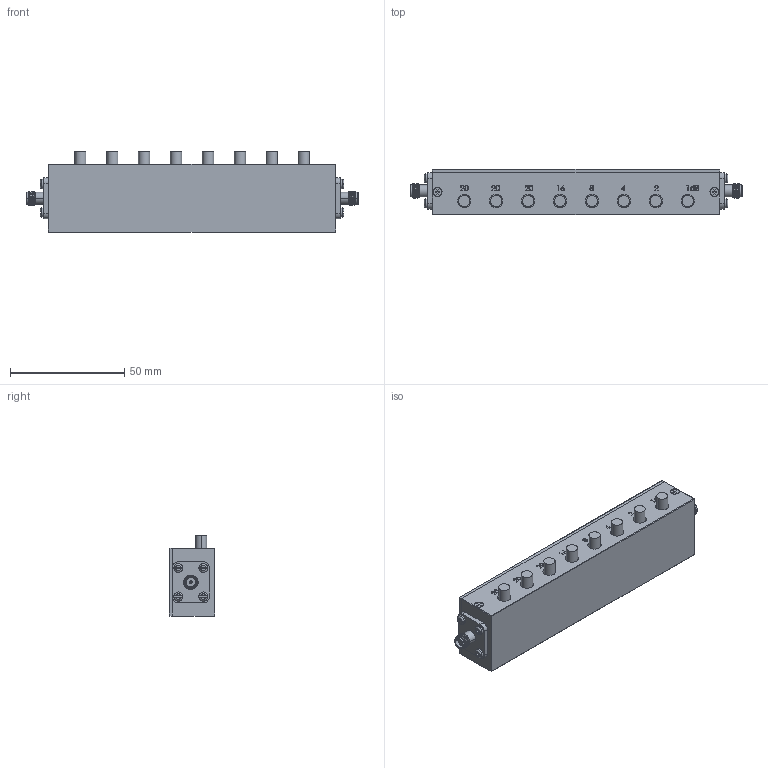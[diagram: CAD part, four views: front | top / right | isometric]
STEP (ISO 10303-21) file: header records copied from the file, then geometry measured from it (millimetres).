
FILE_DESCRIPTION (( 'STEP AP214' ), '1' );
FILE_NAME ('FMAT1043S_3D.step', '2023-03-30T15:10:13', ( '' ), ( '' ), 'SwSTEP 2.0', 'SolidWorks 2022', '' );
FILE_SCHEMA (( 'AUTOMOTIVE_DESIGN' ));
Length unit declared in the file: millimetre
Products named in the file (5): FMAT1043S_3D; flat head screw_am_B18.6.7M - M2 x 0.4 x 5 Type I Cross Recessed FHMS --5N; PE70A1040_MA1; PE70A1040S_MA2_PHILIP; pan slot head_am_B18.6.7M - M2 x 0.4 x 5 Slotted PHMS --5N
Assembly tree (23 placements, depth 2):
  FMAT1043S_3D
    PE70A1040_MA1
    flat head screw_am_B18.6.7M - M2 x 0.4 x 5 Type I Cross Recessed FHMS --5N  x12
    PE70A1040S_MA2_PHILIP  x2
    pan slot head_am_B18.6.7M - M2 x 0.4 x 5 Slotted PHMS --5N  x8
Bounding box: 145.6 x 20 x 35.5 mm (x, y, z)
Volume: 41093.8 mm3; surface area: 36985.5 mm2
Topology: 35 solids, 35 shells, 883 faces, 2002 edges, 1226 vertices
Faces by surface type: plane 395, cylinder 264, cone 100, bspline 100, torus 16, sphere 8
Entity records: 26342 total; most frequent: CARTESIAN_POINT 10090, ORIENTED_EDGE 2312, DIRECTION 2107, EDGE_CURVE 1156, AXIS2_PLACEMENT_3D 749, VERTEX_POINT 735, VECTOR 609, LINE 609
